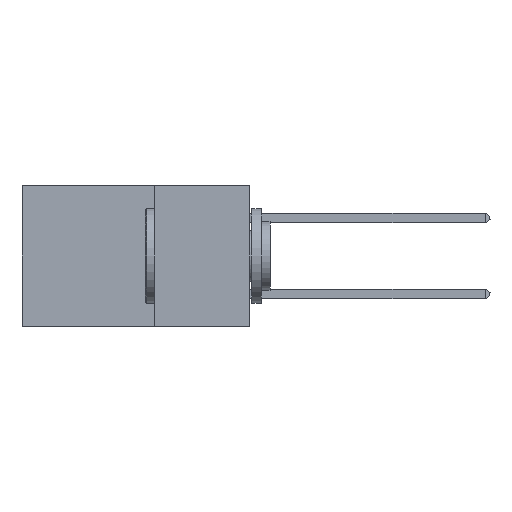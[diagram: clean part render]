
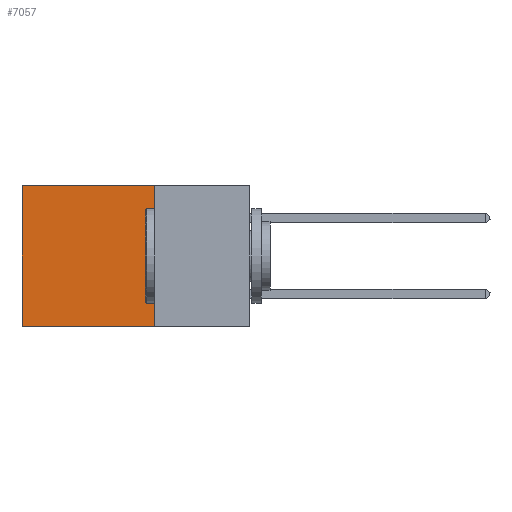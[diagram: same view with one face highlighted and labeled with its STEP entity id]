
A CAD part, left-side view. The second image highlights one B-rep face of the part: STEP entity #7057.
In plain terms, the highlighted planar face has unit normal (-1, 0, 0).
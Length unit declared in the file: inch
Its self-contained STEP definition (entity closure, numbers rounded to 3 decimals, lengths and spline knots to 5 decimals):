
#413 = EDGE_CURVE ( 'NONE', #6404, #18077, #18014, .T. ) ;
#890 = VERTEX_POINT ( 'NONE', #19585 ) ;
#1219 = DIRECTION ( 'NONE',  ( 0., 1., 0. ) ) ;
#2471 = PLANE ( 'NONE',  #5230 ) ;
#2485 = ORIENTED_EDGE ( 'NONE', *, *, #17688, .T. ) ;
#2820 = CARTESIAN_POINT ( 'NONE',  ( 0.2875, 0.6, 0. ) ) ;
#2840 = CARTESIAN_POINT ( 'NONE',  ( 0.2875, 0.25, 0. ) ) ;
#3995 = CARTESIAN_POINT ( 'NONE',  ( 0.2875, 0.25, -0.37 ) ) ;
#4392 = DIRECTION ( 'NONE',  ( 0., 0., -1. ) ) ;
#4502 = LINE ( 'NONE', #22154, #8944 ) ;
#4760 = DIRECTION ( 'NONE',  ( 0., 1., 0. ) ) ;
#5230 = AXIS2_PLACEMENT_3D ( 'NONE', #15680, #15762, #4392 ) ;
#6404 = VERTEX_POINT ( 'NONE', #11333 ) ;
#6453 = CARTESIAN_POINT ( 'NONE',  ( 0.2875, 0.6, -0.37 ) ) ;
#7057 = ADVANCED_FACE ( 'NONE', ( #22108 ), #2471, .F. ) ;
#8017 = VECTOR ( 'NONE', #4760, 39.37008 ) ;
#8217 = ORIENTED_EDGE ( 'NONE', *, *, #15456, .F. ) ;
#8944 = VECTOR ( 'NONE', #1219, 39.37008 ) ;
#10473 = EDGE_LOOP ( 'NONE', ( #2485, #8217, #18071, #13520 ) ) ;
#11333 = CARTESIAN_POINT ( 'NONE',  ( 0.2875, 0.25, 0. ) ) ;
#12623 = CARTESIAN_POINT ( 'NONE',  ( 0.2875, 0.25, 0. ) ) ;
#12649 = DIRECTION ( 'NONE',  ( 0., 0., -1. ) ) ;
#12900 = VECTOR ( 'NONE', #12649, 39.37008 ) ;
#13014 = LINE ( 'NONE', #2840, #8017 ) ;
#13520 = ORIENTED_EDGE ( 'NONE', *, *, #20131, .T. ) ;
#15456 = EDGE_CURVE ( 'NONE', #18077, #16902, #4502, .T. ) ;
#15680 = CARTESIAN_POINT ( 'NONE',  ( 0.2875, 0.25, 0. ) ) ;
#15762 = DIRECTION ( 'NONE',  ( 1., 0., 0. ) ) ;
#16902 = VERTEX_POINT ( 'NONE', #6453 ) ;
#17688 = EDGE_CURVE ( 'NONE', #890, #16902, #19837, .T. ) ;
#18014 = LINE ( 'NONE', #12623, #12900 ) ;
#18056 = DIRECTION ( 'NONE',  ( 0., 0., -1. ) ) ;
#18071 = ORIENTED_EDGE ( 'NONE', *, *, #413, .F. ) ;
#18077 = VERTEX_POINT ( 'NONE', #3995 ) ;
#19585 = CARTESIAN_POINT ( 'NONE',  ( 0.2875, 0.6, 0. ) ) ;
#19837 = LINE ( 'NONE', #2820, #24189 ) ;
#20131 = EDGE_CURVE ( 'NONE', #6404, #890, #13014, .T. ) ;
#22108 = FACE_OUTER_BOUND ( 'NONE', #10473, .T. ) ;
#22154 = CARTESIAN_POINT ( 'NONE',  ( 0.2875, 0.25, -0.37 ) ) ;
#24189 = VECTOR ( 'NONE', #18056, 39.37008 ) ;
